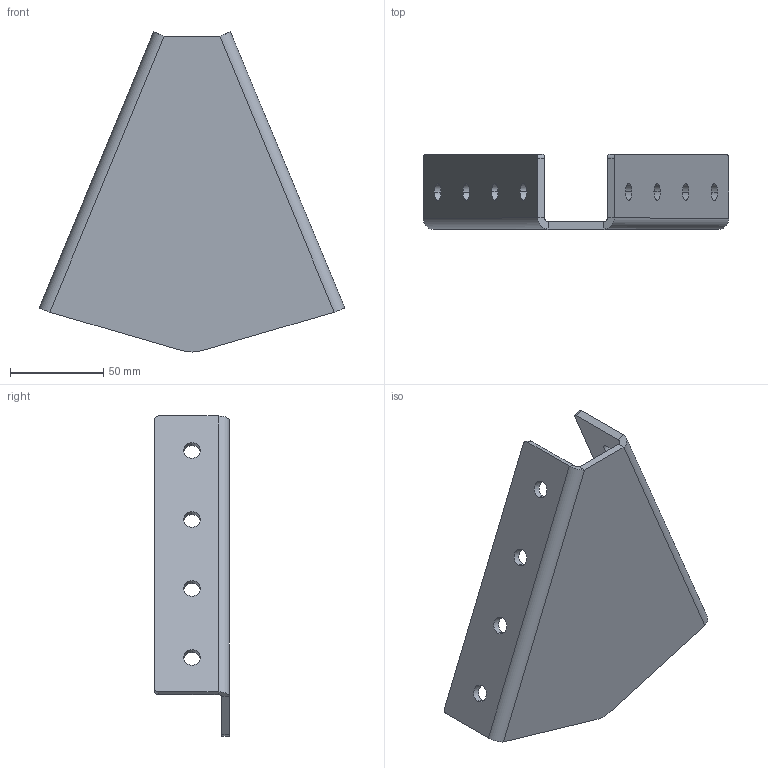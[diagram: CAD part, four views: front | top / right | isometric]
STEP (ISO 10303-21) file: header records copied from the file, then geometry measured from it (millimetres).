
FILE_DESCRIPTION (( 'STEP AP214' ), '1' );
FILE_NAME ('SNS.40.KP.03.Óãëîâîå êðåïëåíèå_45(V52).STEP', '2018-10-23T07:23:02', ( '' ), ( '' ), 'SwSTEP 2.0', 'SolidWorks 2018', '' );
FILE_SCHEMA (( 'AUTOMOTIVE_DESIGN' ));
Length unit declared in the file: millimetre
Products named in the file (1): SNS.40.KP.03.Óãëîâîå êðåïëåíèå_45(V52)
Bounding box: 163.55 x 40 x 171.47 mm (x, y, z)
Volume: 110204.1 mm3; surface area: 58672.4 mm2
Topology: 1 solids, 1 shells, 47 faces, 118 edges, 74 vertices
Faces by surface type: cylinder 25, plane 22
Entity records: 1484 total; most frequent: DIRECTION 262, CARTESIAN_POINT 258, ORIENTED_EDGE 236, EDGE_CURVE 118, AXIS2_PLACEMENT_3D 100, VERTEX_POINT 74, EDGE_LOOP 64, LINE 62
